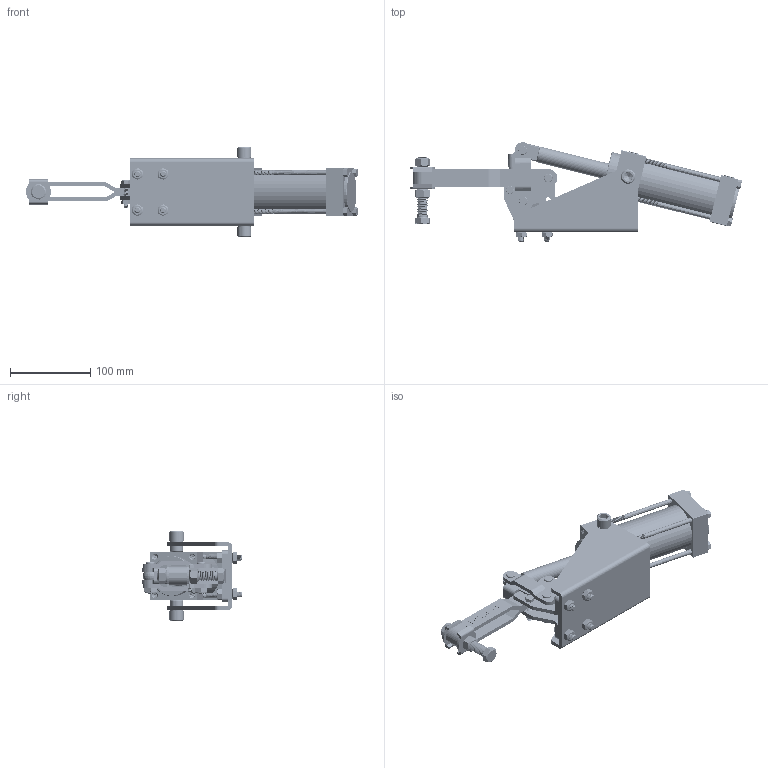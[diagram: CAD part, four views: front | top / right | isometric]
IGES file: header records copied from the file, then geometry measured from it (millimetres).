
Start section: SolidWorks IGES file using analytic representation for surfaces
Global section: file name: GPP-1247U.IGS; native system: SolidWorks 2019; preprocessor: SolidWorks 2019; author: Engenharia; date: 210212.142233; units: millimetre
Bounding box: 413.17 x 123.94 x 112 mm (x, y, z)
Surface area: 243766.9 mm2 (no closed solid volume)
Topology: 0 solids, 0 shells, 3569 faces, 53881 edges, 52609 vertices
Faces by surface type: revolution 2723, bspline 846
